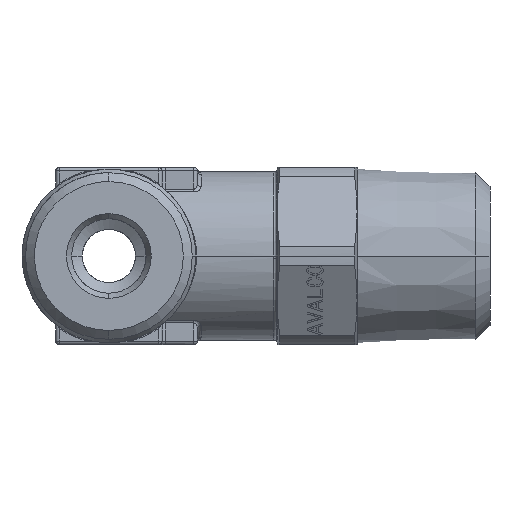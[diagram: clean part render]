
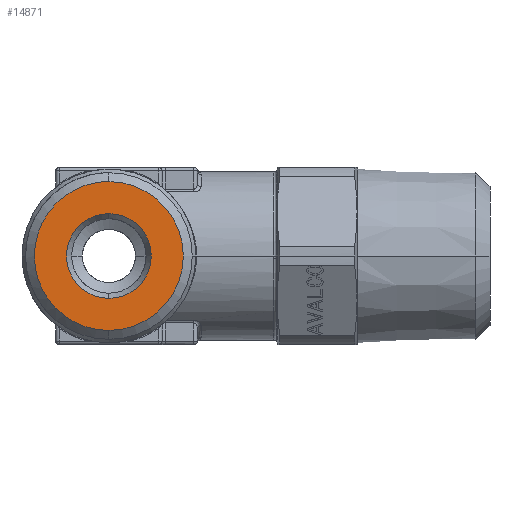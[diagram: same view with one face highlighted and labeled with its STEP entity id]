
A CAD part, left-side view. The second image highlights one B-rep face of the part: STEP entity #14871.
In plain terms, the highlighted planar face has unit normal (-1, 0, 0).
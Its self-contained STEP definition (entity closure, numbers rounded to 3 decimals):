
#14424=CARTESIAN_POINT('Axis2P3D Location',(-22.1,0.,0.)) ;
#14428=CARTESIAN_POINT('Vertex',(-22.1,0.,-2.389)) ;
#14430=CARTESIAN_POINT('Vertex',(-22.1,0.,2.389)) ;
#14514=CARTESIAN_POINT('Axis2P3D Location',(-22.1,0.,0.)) ;
#14823=CARTESIAN_POINT('Axis2P3D Location',(-22.1,0.,0.)) ;
#14829=CARTESIAN_POINT('Control Point',(-22.1,0.,-4.2)) ;
#14830=CARTESIAN_POINT('Control Point',(-22.1,0.402,-4.2)) ;
#14831=CARTESIAN_POINT('Control Point',(-22.1,0.803,-4.152)) ;
#14832=CARTESIAN_POINT('Control Point',(-22.1,1.197,-4.056)) ;
#14833=CARTESIAN_POINT('Control Point',(-22.1,1.954,-3.772)) ;
#14834=CARTESIAN_POINT('Control Point',(-22.1,2.623,-3.317)) ;
#14835=CARTESIAN_POINT('Control Point',(-22.1,2.929,-3.05)) ;
#14836=CARTESIAN_POINT('Control Point',(-22.1,3.471,-2.45)) ;
#14837=CARTESIAN_POINT('Control Point',(-22.1,3.855,-1.738)) ;
#14838=CARTESIAN_POINT('Control Point',(-22.1,4.004,-1.361)) ;
#14839=CARTESIAN_POINT('Control Point',(-22.1,4.208,-0.578)) ;
#14840=CARTESIAN_POINT('Control Point',(-22.1,4.223,0.231)) ;
#14841=CARTESIAN_POINT('Control Point',(-22.1,4.181,0.634)) ;
#14842=CARTESIAN_POINT('Control Point',(-22.1,4.003,1.423)) ;
#14843=CARTESIAN_POINT('Control Point',(-22.1,3.643,2.148)) ;
#14844=CARTESIAN_POINT('Control Point',(-22.1,3.421,2.487)) ;
#14845=CARTESIAN_POINT('Control Point',(-22.1,2.899,3.105)) ;
#14846=CARTESIAN_POINT('Control Point',(-22.1,2.247,3.583)) ;
#14847=CARTESIAN_POINT('Control Point',(-22.1,1.893,3.782)) ;
#14848=CARTESIAN_POINT('Control Point',(-22.1,1.306,4.024)) ;
#14849=CARTESIAN_POINT('Control Point',(-22.1,0.687,4.153)) ;
#14850=CARTESIAN_POINT('Control Point',(-22.1,0.459,4.184)) ;
#14851=CARTESIAN_POINT('Control Point',(-22.1,0.229,4.2)) ;
#14852=CARTESIAN_POINT('Control Point',(-22.1,0.,4.2)) ;
#14853=CARTESIAN_POINT('Vertex',(-22.1,0.,-4.2)) ;
#14855=CARTESIAN_POINT('Vertex',(-22.1,0.,4.2)) ;
#14858=CARTESIAN_POINT('Axis2P3D Location',(-22.1,0.,0.)) ;
#14425=DIRECTION('Axis2P3D Direction',(-1.,0.,0.)) ;
#14515=DIRECTION('Axis2P3D Direction',(-1.,0.,0.)) ;
#14824=DIRECTION('Axis2P3D Direction',(-1.,0.,0.)) ;
#14825=DIRECTION('Axis2P3D XDirection',(0.,0.,1.)) ;
#14859=DIRECTION('Axis2P3D Direction',(-1.,0.,0.)) ;
#14426=AXIS2_PLACEMENT_3D('Circle Axis2P3D',#14424,#14425,$) ;
#14516=AXIS2_PLACEMENT_3D('Circle Axis2P3D',#14514,#14515,$) ;
#14826=AXIS2_PLACEMENT_3D('Plane Axis2P3D',#14823,#14824,#14825) ;
#14860=AXIS2_PLACEMENT_3D('Circle Axis2P3D',#14858,#14859,$) ;
#14864=ORIENTED_EDGE('',*,*,#14857,.F.) ;
#14865=ORIENTED_EDGE('',*,*,#14862,.T.) ;
#14868=ORIENTED_EDGE('',*,*,#14432,.F.) ;
#14869=ORIENTED_EDGE('',*,*,#14518,.T.) ;
#14870=FACE_BOUND('',#14867,.T.) ;
#14871=ADVANCED_FACE('PR415B-04R18',(#14866,#14870),#14827,.T.) ;
#14828=B_SPLINE_CURVE_WITH_KNOTS('',5,(#14829,#14830,#14831,#14832,#14833,#14834,#14835,#14836,#14837,#14838,#14839,#14840,#14841,#14842,#14843,#14844,#14845,#14846,#14847,#14848,#14849,#14850,#14851,#14852),.UNSPECIFIED.,.F.,.U.,(6,3,3,3,3,3,3,6),(0.,2.84,5.679,8.519,11.359,14.198,17.038,18.66),.UNSPECIFIED.) ;
#14427=CIRCLE('generated circle',#14426,2.389) ;
#14517=CIRCLE('generated circle',#14516,2.389) ;
#14861=CIRCLE('generated circle',#14860,4.2) ;
#14432=EDGE_CURVE('',#14429,#14431,#14427,.T.) ;
#14518=EDGE_CURVE('',#14429,#14431,#14517,.F.) ;
#14857=EDGE_CURVE('',#14854,#14856,#14828,.T.) ;
#14862=EDGE_CURVE('',#14854,#14856,#14861,.T.) ;
#14863=EDGE_LOOP('',(#14864,#14865)) ;
#14867=EDGE_LOOP('',(#14868,#14869)) ;
#14866=FACE_OUTER_BOUND('',#14863,.T.) ;
#14827=PLANE('',#14826) ;
#14429=VERTEX_POINT('',#14428) ;
#14431=VERTEX_POINT('',#14430) ;
#14854=VERTEX_POINT('',#14853) ;
#14856=VERTEX_POINT('',#14855) ;
